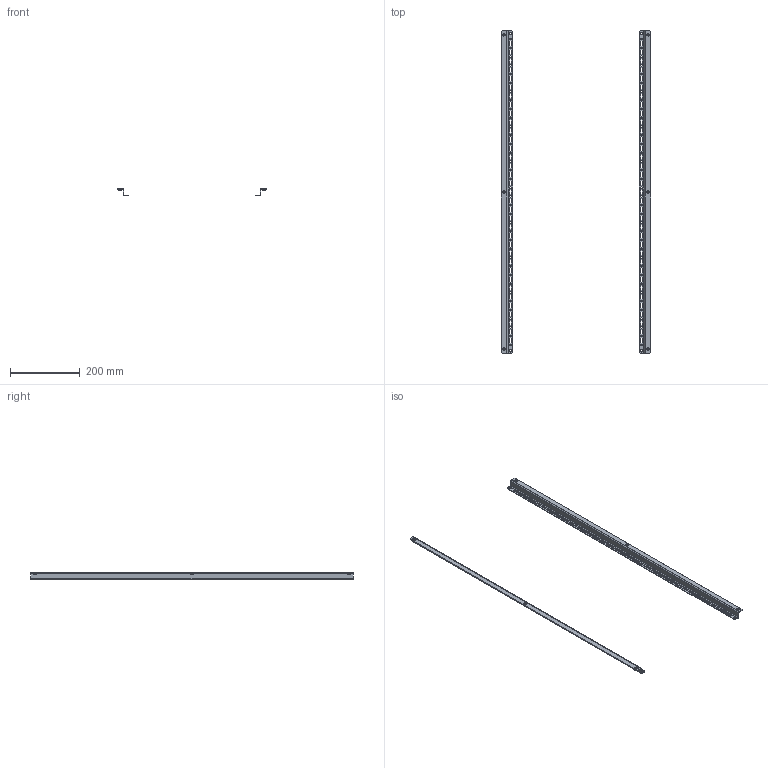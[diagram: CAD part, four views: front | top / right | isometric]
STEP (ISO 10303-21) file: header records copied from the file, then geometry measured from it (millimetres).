
FILE_DESCRIPTION (( 'STEP AP203' ), '1' );
FILE_NAME ('U8018920302 Êîìïëåêò ñòîåê âíóòðåííåé äâåðè UC2_UC2M 100.00 (2øò) (000.801.053-06).STEP', '2022-04-29T07:09:29', ( '' ), ( '' ), 'SwSTEP 2.0', 'SolidWorks 2017', '' );
FILE_SCHEMA (( 'CONFIG_CONTROL_DESIGN' ));
Length unit declared in the file: millimetre
Products named in the file (3): 019-61 砑鳧罻_06 (100); U8018920302 Êîìïëåêò ñòîåê âíóòðåííåé äâåðè UC2_UC2M 100.00 (2øò) (000.801.053-06); hex flange nut_din_Hexagon Flange Nut DIN 6923 - M5 - N
Assembly tree (8 placements, depth 2):
  U8018920302 Êîìïëåêò ñòîåê âíóòðåííåé äâåðè UC2_UC2M 100.00 (2øò) (000.801.053-06)
    019-61 砑鳧罻_06 (100)  x2
    hex flange nut_din_Hexagon Flange Nut DIN 6923 - M5 - N  x6
Bounding box: 427 x 923 x 21 mm (x, y, z)
Volume: 130360.2 mm3; surface area: 185033.6 mm2
Topology: 8 solids, 8 shells, 688 faces, 1864 edges, 1192 vertices
Faces by surface type: plane 372, cylinder 196, cone 72, bspline 36, torus 12
Entity records: 10011 total; most frequent: CARTESIAN_POINT 1871, ORIENTED_EDGE 1584, DIRECTION 1524, EDGE_CURVE 792, VECTOR 566, LINE 566, VERTEX_POINT 516, AXIS2_PLACEMENT_3D 479
